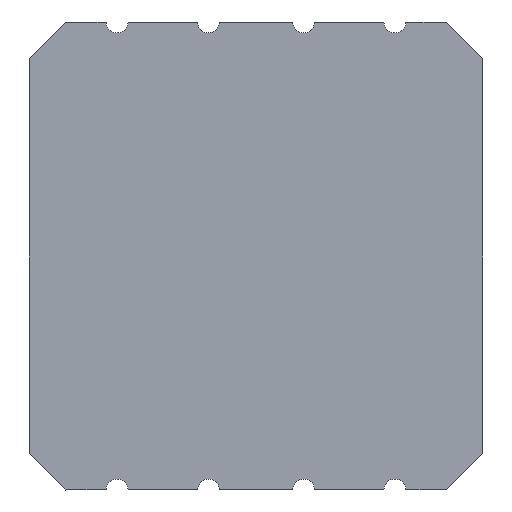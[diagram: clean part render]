
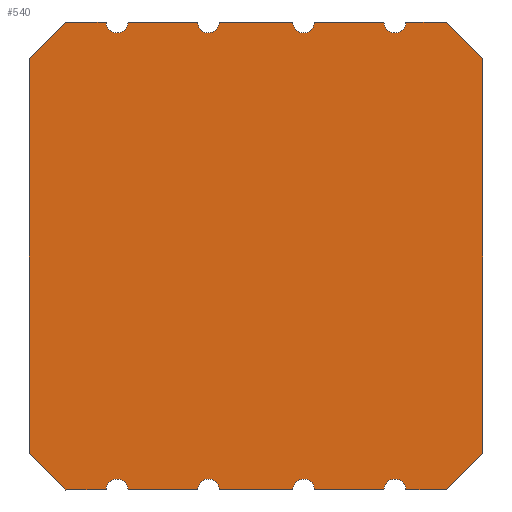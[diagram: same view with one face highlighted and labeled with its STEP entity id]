
A CAD part, front view. The second image highlights one B-rep face of the part: STEP entity #540.
In plain terms, the highlighted planar face has unit normal (0, -1, 0).
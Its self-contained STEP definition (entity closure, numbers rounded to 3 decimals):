
#43=LINE('',#874,#101);
#44=LINE('',#876,#102);
#45=LINE('',#878,#103);
#46=LINE('',#880,#104);
#47=LINE('',#882,#105);
#48=LINE('',#884,#106);
#49=LINE('',#888,#107);
#50=LINE('',#892,#108);
#51=LINE('',#896,#109);
#52=LINE('',#900,#110);
#53=LINE('',#902,#111);
#54=LINE('',#904,#112);
#55=LINE('',#906,#113);
#56=LINE('',#907,#114);
#57=LINE('',#908,#115);
#58=LINE('',#909,#116);
#101=VECTOR('',#705,10.);
#102=VECTOR('',#706,10.);
#103=VECTOR('',#707,10.);
#104=VECTOR('',#708,10.);
#105=VECTOR('',#709,10.);
#106=VECTOR('',#710,10.);
#107=VECTOR('',#713,10.);
#108=VECTOR('',#716,10.);
#109=VECTOR('',#719,10.);
#110=VECTOR('',#722,10.);
#111=VECTOR('',#723,10.);
#112=VECTOR('',#724,10.);
#113=VECTOR('',#725,10.);
#114=VECTOR('',#726,10.);
#115=VECTOR('',#727,10.);
#116=VECTOR('',#728,10.);
#152=FACE_OUTER_BOUND('',#184,.T.);
#184=EDGE_LOOP('',(#407,#408,#409,#410,#411,#412,#413,#414,#415,#416,#417,
#418,#419,#420,#421,#422,#423,#424,#425,#426,#427,#428,#429,#430));
#217=CIRCLE('',#593,0.15);
#218=CIRCLE('',#595,0.15);
#219=CIRCLE('',#597,0.15);
#220=CIRCLE('',#599,0.15);
#221=CIRCLE('',#601,0.15);
#222=CIRCLE('',#602,0.15);
#223=CIRCLE('',#603,0.15);
#224=CIRCLE('',#604,0.15);
#253=VERTEX_POINT('',#850);
#254=VERTEX_POINT('',#851);
#255=VERTEX_POINT('',#856);
#256=VERTEX_POINT('',#857);
#257=VERTEX_POINT('',#862);
#258=VERTEX_POINT('',#863);
#259=VERTEX_POINT('',#868);
#260=VERTEX_POINT('',#869);
#261=VERTEX_POINT('',#875);
#262=VERTEX_POINT('',#877);
#263=VERTEX_POINT('',#879);
#264=VERTEX_POINT('',#881);
#265=VERTEX_POINT('',#883);
#266=VERTEX_POINT('',#885);
#267=VERTEX_POINT('',#887);
#268=VERTEX_POINT('',#889);
#269=VERTEX_POINT('',#891);
#270=VERTEX_POINT('',#893);
#271=VERTEX_POINT('',#895);
#272=VERTEX_POINT('',#897);
#273=VERTEX_POINT('',#899);
#274=VERTEX_POINT('',#901);
#275=VERTEX_POINT('',#903);
#276=VERTEX_POINT('',#905);
#307=EDGE_CURVE('',#253,#254,#217,.T.);
#310=EDGE_CURVE('',#255,#256,#218,.T.);
#313=EDGE_CURVE('',#257,#258,#219,.T.);
#316=EDGE_CURVE('',#259,#260,#220,.T.);
#319=EDGE_CURVE('',#257,#254,#43,.T.);
#320=EDGE_CURVE('',#261,#258,#44,.T.);
#321=EDGE_CURVE('',#261,#262,#45,.T.);
#322=EDGE_CURVE('',#263,#262,#46,.T.);
#323=EDGE_CURVE('',#264,#263,#47,.T.);
#324=EDGE_CURVE('',#264,#265,#48,.T.);
#325=EDGE_CURVE('',#265,#266,#221,.T.);
#326=EDGE_CURVE('',#266,#267,#49,.T.);
#327=EDGE_CURVE('',#267,#268,#222,.T.);
#328=EDGE_CURVE('',#268,#269,#50,.T.);
#329=EDGE_CURVE('',#269,#270,#223,.T.);
#330=EDGE_CURVE('',#270,#271,#51,.T.);
#331=EDGE_CURVE('',#271,#272,#224,.T.);
#332=EDGE_CURVE('',#272,#273,#52,.T.);
#333=EDGE_CURVE('',#274,#273,#53,.T.);
#334=EDGE_CURVE('',#275,#274,#54,.T.);
#335=EDGE_CURVE('',#275,#276,#55,.T.);
#336=EDGE_CURVE('',#259,#276,#56,.T.);
#337=EDGE_CURVE('',#255,#260,#57,.T.);
#338=EDGE_CURVE('',#253,#256,#58,.T.);
#407=ORIENTED_EDGE('',*,*,#307,.T.);
#408=ORIENTED_EDGE('',*,*,#319,.F.);
#409=ORIENTED_EDGE('',*,*,#313,.T.);
#410=ORIENTED_EDGE('',*,*,#320,.F.);
#411=ORIENTED_EDGE('',*,*,#321,.T.);
#412=ORIENTED_EDGE('',*,*,#322,.F.);
#413=ORIENTED_EDGE('',*,*,#323,.F.);
#414=ORIENTED_EDGE('',*,*,#324,.T.);
#415=ORIENTED_EDGE('',*,*,#325,.T.);
#416=ORIENTED_EDGE('',*,*,#326,.T.);
#417=ORIENTED_EDGE('',*,*,#327,.T.);
#418=ORIENTED_EDGE('',*,*,#328,.T.);
#419=ORIENTED_EDGE('',*,*,#329,.T.);
#420=ORIENTED_EDGE('',*,*,#330,.T.);
#421=ORIENTED_EDGE('',*,*,#331,.T.);
#422=ORIENTED_EDGE('',*,*,#332,.T.);
#423=ORIENTED_EDGE('',*,*,#333,.F.);
#424=ORIENTED_EDGE('',*,*,#334,.F.);
#425=ORIENTED_EDGE('',*,*,#335,.T.);
#426=ORIENTED_EDGE('',*,*,#336,.F.);
#427=ORIENTED_EDGE('',*,*,#316,.T.);
#428=ORIENTED_EDGE('',*,*,#337,.F.);
#429=ORIENTED_EDGE('',*,*,#310,.T.);
#430=ORIENTED_EDGE('',*,*,#338,.F.);
#514=PLANE('',#600);
#540=ADVANCED_FACE('',(#152),#514,.F.);
#593=AXIS2_PLACEMENT_3D('',#852,#681,#682);
#595=AXIS2_PLACEMENT_3D('',#858,#687,#688);
#597=AXIS2_PLACEMENT_3D('',#864,#693,#694);
#599=AXIS2_PLACEMENT_3D('',#870,#699,#700);
#600=AXIS2_PLACEMENT_3D('',#873,#703,#704);
#601=AXIS2_PLACEMENT_3D('',#886,#711,#712);
#602=AXIS2_PLACEMENT_3D('',#890,#714,#715);
#603=AXIS2_PLACEMENT_3D('',#894,#717,#718);
#604=AXIS2_PLACEMENT_3D('',#898,#720,#721);
#681=DIRECTION('center_axis',(0.,1.,0.));
#682=DIRECTION('ref_axis',(1.,0.,0.));
#687=DIRECTION('center_axis',(0.,1.,0.));
#688=DIRECTION('ref_axis',(1.,0.,0.));
#693=DIRECTION('center_axis',(0.,1.,0.));
#694=DIRECTION('ref_axis',(1.,0.,0.));
#699=DIRECTION('center_axis',(0.,1.,0.));
#700=DIRECTION('ref_axis',(1.,0.,0.));
#703=DIRECTION('center_axis',(0.,1.,0.));
#704=DIRECTION('ref_axis',(1.,0.,0.));
#705=DIRECTION('',(1.,0.,0.));
#706=DIRECTION('',(1.,0.,0.));
#707=DIRECTION('',(-0.705,0.,-0.709));
#708=DIRECTION('',(0.,0.,1.));
#709=DIRECTION('',(-0.707,0.,0.707));
#710=DIRECTION('',(1.,0.,0.));
#711=DIRECTION('center_axis',(0.,1.,0.));
#712=DIRECTION('ref_axis',(-1.,0.,0.));
#713=DIRECTION('',(1.,0.,0.));
#714=DIRECTION('center_axis',(0.,1.,0.));
#715=DIRECTION('ref_axis',(-1.,0.,0.));
#716=DIRECTION('',(1.,0.,0.));
#717=DIRECTION('center_axis',(0.,1.,0.));
#718=DIRECTION('ref_axis',(-1.,0.,0.));
#719=DIRECTION('',(1.,0.,0.));
#720=DIRECTION('center_axis',(0.,1.,0.));
#721=DIRECTION('ref_axis',(-1.,0.,-0.005));
#722=DIRECTION('',(1.,0.,0.));
#723=DIRECTION('',(-0.707,0.,-0.707));
#724=DIRECTION('',(0.,0.,-1.));
#725=DIRECTION('',(-0.707,0.,0.707));
#726=DIRECTION('',(1.,0.,0.));
#727=DIRECTION('',(1.,0.,0.));
#728=DIRECTION('',(1.,0.,0.));
#850=CARTESIAN_POINT('',(2.6,0.,0.));
#851=CARTESIAN_POINT('',(2.3,0.,0.));
#852=CARTESIAN_POINT('Origin',(2.45,0.,0.));
#856=CARTESIAN_POINT('',(3.9,0.,0.));
#857=CARTESIAN_POINT('',(3.6,0.,0.));
#858=CARTESIAN_POINT('Origin',(3.75,0.,0.));
#862=CARTESIAN_POINT('',(1.35,0.,0.));
#863=CARTESIAN_POINT('',(1.05,0.,0.));
#864=CARTESIAN_POINT('Origin',(1.2,0.,0.));
#868=CARTESIAN_POINT('',(5.15,0.,0.));
#869=CARTESIAN_POINT('',(4.85,0.,0.));
#870=CARTESIAN_POINT('Origin',(5.,0.,0.));
#873=CARTESIAN_POINT('Origin',(3.1,0.,-3.2));
#874=CARTESIAN_POINT('',(0.497,0.,0.));
#875=CARTESIAN_POINT('',(0.497,0.,0.));
#876=CARTESIAN_POINT('',(0.497,0.,0.));
#877=CARTESIAN_POINT('',(0.,0.,-0.5));
#878=CARTESIAN_POINT('',(0.497,0.,0.));
#879=CARTESIAN_POINT('',(0.,0.,-5.9));
#880=CARTESIAN_POINT('',(0.,0.,-5.9));
#881=CARTESIAN_POINT('',(0.5,0.,-6.4));
#882=CARTESIAN_POINT('',(0.5,0.,-6.4));
#883=CARTESIAN_POINT('',(1.05,0.,-6.4));
#884=CARTESIAN_POINT('',(0.5,0.,-6.4));
#885=CARTESIAN_POINT('',(1.35,0.,-6.4));
#886=CARTESIAN_POINT('Origin',(1.2,0.,-6.4));
#887=CARTESIAN_POINT('',(2.301,0.,-6.4));
#888=CARTESIAN_POINT('',(0.5,0.,-6.4));
#889=CARTESIAN_POINT('',(2.601,0.,-6.4));
#890=CARTESIAN_POINT('Origin',(2.451,0.,-6.4));
#891=CARTESIAN_POINT('',(3.601,0.,-6.4));
#892=CARTESIAN_POINT('',(0.5,0.,-6.4));
#893=CARTESIAN_POINT('',(3.901,0.,-6.4));
#894=CARTESIAN_POINT('Origin',(3.751,0.,-6.4));
#895=CARTESIAN_POINT('',(4.85,0.,-6.4));
#896=CARTESIAN_POINT('',(0.5,0.,-6.4));
#897=CARTESIAN_POINT('',(5.15,0.,-6.4));
#898=CARTESIAN_POINT('Origin',(5.,0.,-6.399));
#899=CARTESIAN_POINT('',(5.7,0.,-6.4));
#900=CARTESIAN_POINT('',(0.5,0.,-6.4));
#901=CARTESIAN_POINT('',(6.2,0.,-5.9));
#902=CARTESIAN_POINT('',(6.2,0.,-5.9));
#903=CARTESIAN_POINT('',(6.2,0.,-0.5));
#904=CARTESIAN_POINT('',(6.2,0.,-0.5));
#905=CARTESIAN_POINT('',(5.7,0.,0.));
#906=CARTESIAN_POINT('',(6.2,0.,-0.5));
#907=CARTESIAN_POINT('',(0.497,0.,0.));
#908=CARTESIAN_POINT('',(0.497,0.,0.));
#909=CARTESIAN_POINT('',(0.497,0.,0.));
